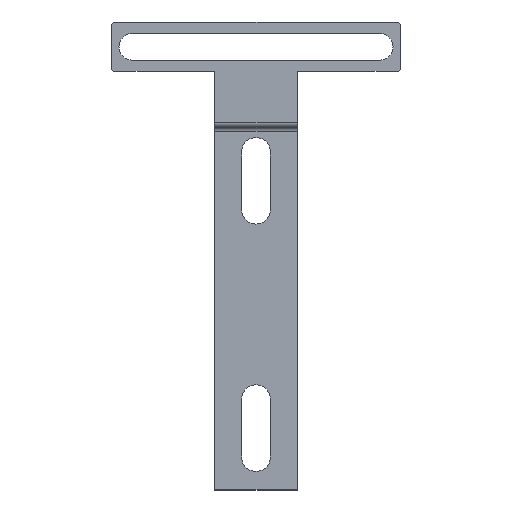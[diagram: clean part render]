
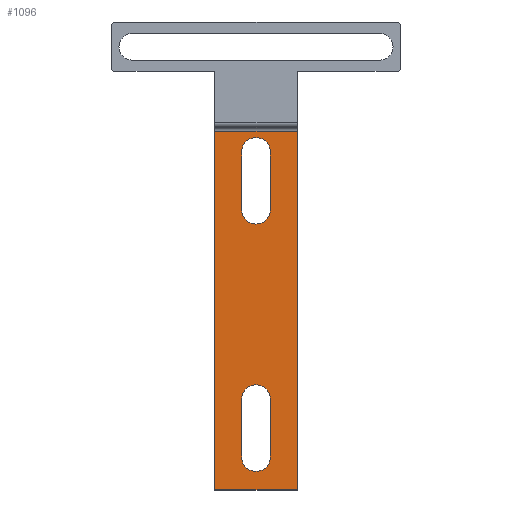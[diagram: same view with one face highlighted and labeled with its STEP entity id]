
A CAD part, top view. The second image highlights one B-rep face of the part: STEP entity #1096.
In plain terms, the highlighted planar face has unit normal (0, 0, 1).
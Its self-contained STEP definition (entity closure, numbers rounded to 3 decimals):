
#1 = DIRECTION ( 'NONE',  ( 0., 0., 1. ) ) ;
#5 = LINE ( 'NONE', #1010, #1141 ) ;
#16 = FACE_BOUND ( 'NONE', #750, .T. ) ;
#27 = ORIENTED_EDGE ( 'NONE', *, *, #932, .F. ) ;
#37 = VERTEX_POINT ( 'NONE', #374 ) ;
#61 = VERTEX_POINT ( 'NONE', #194 ) ;
#63 = ORIENTED_EDGE ( 'NONE', *, *, #112, .F. ) ;
#70 = CARTESIAN_POINT ( 'NONE',  ( 6.5, 82., 2. ) ) ;
#85 = DIRECTION ( 'NONE',  ( 0., 0., 1. ) ) ;
#96 = CARTESIAN_POINT ( 'NONE',  ( 0., 0., 2. ) ) ;
#101 = AXIS2_PLACEMENT_3D ( 'NONE', #449, #1, #1007 ) ;
#110 = DIRECTION ( 'NONE',  ( 1., 0., 0. ) ) ;
#112 = EDGE_CURVE ( 'NONE', #228, #369, #917, .T. ) ;
#122 = CIRCLE ( 'NONE', #707, 3.5 ) ;
#146 = CARTESIAN_POINT ( 'NONE',  ( 0., 0., 2. ) ) ;
#157 = AXIS2_PLACEMENT_3D ( 'NONE', #96, #181, #1020 ) ;
#168 = CARTESIAN_POINT ( 'NONE',  ( 13.5, 82., 2. ) ) ;
#181 = DIRECTION ( 'NONE',  ( 0., 0., -1. ) ) ;
#191 = VERTEX_POINT ( 'NONE', #146 ) ;
#193 = AXIS2_PLACEMENT_3D ( 'NONE', #1030, #226, #861 ) ;
#194 = CARTESIAN_POINT ( 'NONE',  ( 13.5, 8., 2. ) ) ;
#210 = DIRECTION ( 'NONE',  ( -1., 0., 0. ) ) ;
#217 = VERTEX_POINT ( 'NONE', #1050 ) ;
#223 = VERTEX_POINT ( 'NONE', #679 ) ;
#226 = DIRECTION ( 'NONE',  ( 0., 0., 1. ) ) ;
#228 = VERTEX_POINT ( 'NONE', #865 ) ;
#254 = DIRECTION ( 'NONE',  ( 0., 1., 0. ) ) ;
#256 = DIRECTION ( 'NONE',  ( 0., 1., 0. ) ) ;
#261 = ORIENTED_EDGE ( 'NONE', *, *, #443, .F. ) ;
#269 = ORIENTED_EDGE ( 'NONE', *, *, #1048, .T. ) ;
#272 = VERTEX_POINT ( 'NONE', #997 ) ;
#275 = CARTESIAN_POINT ( 'NONE',  ( 13.5, 82., 2. ) ) ;
#328 = CARTESIAN_POINT ( 'NONE',  ( 13.5, 68., 2. ) ) ;
#334 = CARTESIAN_POINT ( 'NONE',  ( 20., 0., 2. ) ) ;
#342 = CARTESIAN_POINT ( 'NONE',  ( 13.5, 22., 2. ) ) ;
#343 = ORIENTED_EDGE ( 'NONE', *, *, #507, .T. ) ;
#347 = EDGE_CURVE ( 'NONE', #37, #223, #534, .T. ) ;
#360 = VERTEX_POINT ( 'NONE', #450 ) ;
#361 = VECTOR ( 'NONE', #427, 1000. ) ;
#362 = FACE_BOUND ( 'NONE', #960, .T. ) ;
#369 = VERTEX_POINT ( 'NONE', #328 ) ;
#374 = CARTESIAN_POINT ( 'NONE',  ( 20., 0., 2. ) ) ;
#384 = EDGE_CURVE ( 'NONE', #217, #228, #980, .T. ) ;
#389 = CARTESIAN_POINT ( 'NONE',  ( 0., 87., 2. ) ) ;
#427 = DIRECTION ( 'NONE',  ( 0., -1., 0. ) ) ;
#442 = DIRECTION ( 'NONE',  ( 1., 0., 0. ) ) ;
#443 = EDGE_CURVE ( 'NONE', #360, #61, #1088, .T. ) ;
#447 = CARTESIAN_POINT ( 'NONE',  ( 0., 0., 2. ) ) ;
#449 = CARTESIAN_POINT ( 'NONE',  ( 10., 22., 2. ) ) ;
#450 = CARTESIAN_POINT ( 'NONE',  ( 6.5, 8., 2. ) ) ;
#483 = VERTEX_POINT ( 'NONE', #665 ) ;
#485 = AXIS2_PLACEMENT_3D ( 'NONE', #1166, #85, #442 ) ;
#488 = LINE ( 'NONE', #389, #671 ) ;
#507 = EDGE_CURVE ( 'NONE', #223, #272, #488, .T. ) ;
#517 = CARTESIAN_POINT ( 'NONE',  ( 10., 82., 2. ) ) ;
#523 = ORIENTED_EDGE ( 'NONE', *, *, #347, .T. ) ;
#534 = LINE ( 'NONE', #334, #731 ) ;
#556 = LINE ( 'NONE', #908, #667 ) ;
#559 = FACE_OUTER_BOUND ( 'NONE', #1155, .T. ) ;
#565 = ORIENTED_EDGE ( 'NONE', *, *, #1008, .F. ) ;
#580 = ORIENTED_EDGE ( 'NONE', *, *, #1136, .T. ) ;
#616 = EDGE_CURVE ( 'NONE', #369, #695, #1157, .T. ) ;
#641 = DIRECTION ( 'NONE',  ( 0., -1., 0. ) ) ;
#653 = EDGE_CURVE ( 'NONE', #1091, #483, #996, .T. ) ;
#658 = PLANE ( 'NONE',  #157 ) ;
#665 = CARTESIAN_POINT ( 'NONE',  ( 6.5, 22., 2. ) ) ;
#667 = VECTOR ( 'NONE', #819, 1000. ) ;
#671 = VECTOR ( 'NONE', #210, 1000. ) ;
#675 = VECTOR ( 'NONE', #641, 1000. ) ;
#679 = CARTESIAN_POINT ( 'NONE',  ( 20., 87., 2. ) ) ;
#695 = VERTEX_POINT ( 'NONE', #275 ) ;
#707 = AXIS2_PLACEMENT_3D ( 'NONE', #517, #966, #878 ) ;
#731 = VECTOR ( 'NONE', #886, 1000. ) ;
#750 = EDGE_LOOP ( 'NONE', ( #1172, #27, #1147, #63 ) ) ;
#803 = EDGE_CURVE ( 'NONE', #483, #360, #556, .T. ) ;
#806 = ORIENTED_EDGE ( 'NONE', *, *, #653, .F. ) ;
#819 = DIRECTION ( 'NONE',  ( 0., -1., 0. ) ) ;
#861 = DIRECTION ( 'NONE',  ( 1., 0., 0. ) ) ;
#865 = CARTESIAN_POINT ( 'NONE',  ( 6.5, 68., 2. ) ) ;
#878 = DIRECTION ( 'NONE',  ( 1., 0., 0. ) ) ;
#886 = DIRECTION ( 'NONE',  ( 0., 1., 0. ) ) ;
#908 = CARTESIAN_POINT ( 'NONE',  ( 6.5, 22., 2. ) ) ;
#916 = VECTOR ( 'NONE', #254, 1000. ) ;
#917 = CIRCLE ( 'NONE', #193, 3.5 ) ;
#932 = EDGE_CURVE ( 'NONE', #695, #217, #122, .T. ) ;
#960 = EDGE_LOOP ( 'NONE', ( #1053, #806, #565, #261 ) ) ;
#966 = DIRECTION ( 'NONE',  ( 0., 0., 1. ) ) ;
#970 = VECTOR ( 'NONE', #256, 1000. ) ;
#980 = LINE ( 'NONE', #70, #361 ) ;
#996 = CIRCLE ( 'NONE', #101, 3.5 ) ;
#997 = CARTESIAN_POINT ( 'NONE',  ( 0., 87., 2. ) ) ;
#1007 = DIRECTION ( 'NONE',  ( 1., 0., 0. ) ) ;
#1008 = EDGE_CURVE ( 'NONE', #61, #1091, #1154, .T. ) ;
#1010 = CARTESIAN_POINT ( 'NONE',  ( 0., 0., 2. ) ) ;
#1020 = DIRECTION ( 'NONE',  ( -1., 0., 0. ) ) ;
#1030 = CARTESIAN_POINT ( 'NONE',  ( 10., 68., 2. ) ) ;
#1048 = EDGE_CURVE ( 'NONE', #272, #191, #1169, .T. ) ;
#1050 = CARTESIAN_POINT ( 'NONE',  ( 6.5, 82., 2. ) ) ;
#1053 = ORIENTED_EDGE ( 'NONE', *, *, #803, .F. ) ;
#1084 = CARTESIAN_POINT ( 'NONE',  ( 13.5, 22., 2. ) ) ;
#1088 = CIRCLE ( 'NONE', #485, 3.5 ) ;
#1091 = VERTEX_POINT ( 'NONE', #1084 ) ;
#1096 = ADVANCED_FACE ( 'NONE', ( #16, #362, #559 ), #658, .F. ) ;
#1136 = EDGE_CURVE ( 'NONE', #191, #37, #5, .T. ) ;
#1141 = VECTOR ( 'NONE', #110, 1000. ) ;
#1147 = ORIENTED_EDGE ( 'NONE', *, *, #616, .F. ) ;
#1154 = LINE ( 'NONE', #342, #916 ) ;
#1155 = EDGE_LOOP ( 'NONE', ( #523, #343, #269, #580 ) ) ;
#1157 = LINE ( 'NONE', #168, #970 ) ;
#1166 = CARTESIAN_POINT ( 'NONE',  ( 10., 8., 2. ) ) ;
#1169 = LINE ( 'NONE', #447, #675 ) ;
#1172 = ORIENTED_EDGE ( 'NONE', *, *, #384, .F. ) ;
